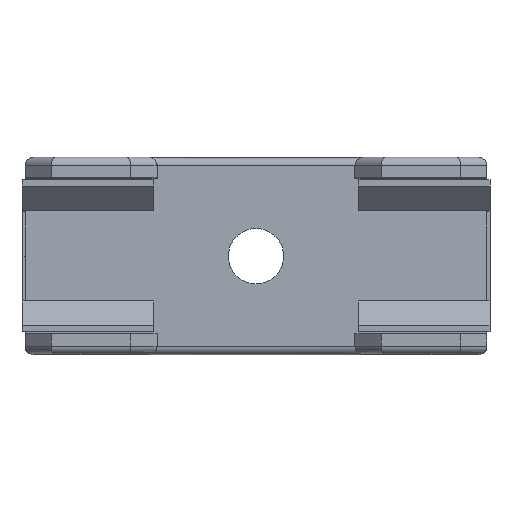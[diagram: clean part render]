
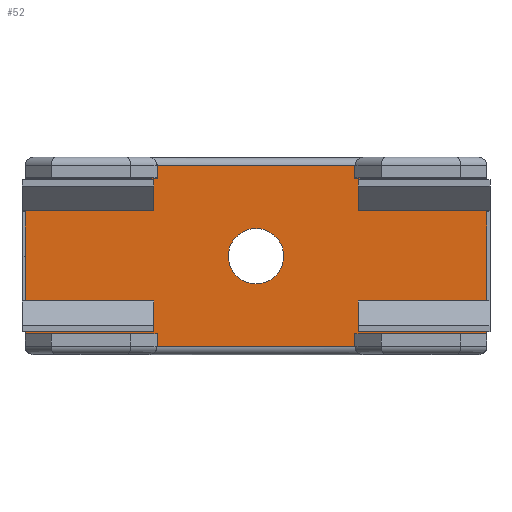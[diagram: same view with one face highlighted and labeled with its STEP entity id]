
A CAD part, top view. The second image highlights one B-rep face of the part: STEP entity #52.
In plain terms, the highlighted planar face has unit normal (0, 0, 1).
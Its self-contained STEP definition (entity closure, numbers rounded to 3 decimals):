
#13=DIRECTION('',(0.,0.,1.));
#20=ORIENTED_EDGE('',*,*,#21,.T.);
#21=EDGE_CURVE('',#22,#24,#26,.T.);
#22=VERTEX_POINT('',#23);
#23=CARTESIAN_POINT('',(16.071,3.8,1.));
#24=VERTEX_POINT('',#25);
#25=CARTESIAN_POINT('',(16.071,4.4,1.));
#26=LINE('',#27,#28);
#27=CARTESIAN_POINT('',(16.071,2.4,1.));
#28=VECTOR('',#29,1.);
#29=DIRECTION('',(0.,1.,0.));
#42=VECTOR('',#43,1.);
#43=DIRECTION('',(0.,-1.,0.));
#51=DIRECTION('',(1.,0.,0.));
#52=ADVANCED_FACE('',(#53,#219),#229,.T.);
#53=FACE_BOUND('',#54,.T.);
#54=EDGE_LOOP('',(#20,#55,#62,#68,#74,#80,#88,#96,#102,#106,#113,#117,#121,#127,#131,#137,#141,#148,#154,#159,#165,#171,#177,#182,#188,#193,#197,#202,#206,#211,#215));
#55=ORIENTED_EDGE('',*,*,#56,.T.);
#56=EDGE_CURVE('',#24,#57,#59,.T.);
#57=VERTEX_POINT('',#58);
#58=CARTESIAN_POINT('',(6.429,4.4,1.));
#59=LINE('',#25,#60);
#60=VECTOR('',#61,1.);
#61=DIRECTION('',(-1.,0.,0.));
#62=ORIENTED_EDGE('',*,*,#63,.T.);
#63=EDGE_CURVE('',#57,#64,#66,.T.);
#64=VERTEX_POINT('',#65);
#65=CARTESIAN_POINT('',(6.429,3.8,1.));
#66=LINE('',#67,#42);
#67=CARTESIAN_POINT('',(6.429,1.9,1.));
#68=ORIENTED_EDGE('',*,*,#69,.T.);
#69=EDGE_CURVE('',#64,#70,#72,.T.);
#70=VERTEX_POINT('',#71);
#71=CARTESIAN_POINT('',(0.,3.8,1.));
#72=LINE('',#73,#60);
#73=CARTESIAN_POINT('',(5.625,3.8,1.));
#74=ORIENTED_EDGE('',*,*,#75,.T.);
#75=EDGE_CURVE('',#70,#76,#78,.T.);
#76=VERTEX_POINT('',#77);
#77=CARTESIAN_POINT('',(0.,2.896,1.));
#78=LINE('',#79,#42);
#79=CARTESIAN_POINT('',(0.,4.8,1.));
#80=ORIENTED_EDGE('',*,*,#81,.F.);
#81=EDGE_CURVE('',#82,#76,#84,.T.);
#82=VERTEX_POINT('',#83);
#83=CARTESIAN_POINT('',(6.279,2.896,1.));
#84=LINE('',#85,#86);
#85=CARTESIAN_POINT('',(-0.15,2.896,1.));
#86=VECTOR('',#87,1.);
#87=DIRECTION('',(-1.,0.,0.));
#88=ORIENTED_EDGE('',*,*,#89,.F.);
#89=EDGE_CURVE('',#90,#82,#92,.T.);
#90=VERTEX_POINT('',#91);
#91=CARTESIAN_POINT('',(6.279,2.596,1.));
#92=LINE('',#93,#94);
#93=CARTESIAN_POINT('',(6.279,0.,1.));
#94=VECTOR('',#95,1.);
#95=DIRECTION('',(0.,1.,0.));
#96=ORIENTED_EDGE('',*,*,#97,.T.);
#97=EDGE_CURVE('',#90,#98,#100,.T.);
#98=VERTEX_POINT('',#99);
#99=CARTESIAN_POINT('',(0.,2.596,1.));
#100=LINE('',#101,#86);
#101=CARTESIAN_POINT('',(-0.15,2.596,1.));
#102=ORIENTED_EDGE('',*,*,#103,.T.);
#103=EDGE_CURVE('',#98,#104,#78,.T.);
#104=VERTEX_POINT('',#105);
#105=CARTESIAN_POINT('',(0.,0.001,1.));
#106=ORIENTED_EDGE('',*,*,#107,.F.);
#107=EDGE_CURVE('',#108,#104,#110,.T.);
#108=VERTEX_POINT('',#109);
#109=CARTESIAN_POINT('',(0.001,0.,1.));
#110=CIRCLE('',#111,0.001);
#111=AXIS2_PLACEMENT_3D('',#112,#13,#51);
#112=CARTESIAN_POINT('',(0.,0.,1.));
#113=ORIENTED_EDGE('',*,*,#114,.F.);
#114=EDGE_CURVE('',#115,#108,#110,.T.);
#115=VERTEX_POINT('',#116);
#116=CARTESIAN_POINT('',(0.,-0.001,1.));
#117=ORIENTED_EDGE('',*,*,#118,.T.);
#118=EDGE_CURVE('',#115,#119,#78,.T.);
#119=VERTEX_POINT('',#120);
#120=CARTESIAN_POINT('',(0.,-2.596,1.));
#121=ORIENTED_EDGE('',*,*,#122,.F.);
#122=EDGE_CURVE('',#123,#119,#125,.T.);
#123=VERTEX_POINT('',#124);
#124=CARTESIAN_POINT('',(6.279,-2.596,1.));
#125=LINE('',#126,#86);
#126=CARTESIAN_POINT('',(-0.15,-2.596,1.));
#127=ORIENTED_EDGE('',*,*,#128,.F.);
#128=EDGE_CURVE('',#129,#123,#92,.T.);
#129=VERTEX_POINT('',#130);
#130=CARTESIAN_POINT('',(6.279,-2.896,1.));
#131=ORIENTED_EDGE('',*,*,#132,.T.);
#132=EDGE_CURVE('',#129,#133,#135,.T.);
#133=VERTEX_POINT('',#134);
#134=CARTESIAN_POINT('',(0.,-2.896,1.));
#135=LINE('',#136,#86);
#136=CARTESIAN_POINT('',(-0.15,-2.896,1.));
#137=ORIENTED_EDGE('',*,*,#138,.T.);
#138=EDGE_CURVE('',#133,#139,#78,.T.);
#139=VERTEX_POINT('',#140);
#140=CARTESIAN_POINT('',(0.,-3.8,1.));
#141=ORIENTED_EDGE('',*,*,#142,.T.);
#142=EDGE_CURVE('',#139,#143,#145,.T.);
#143=VERTEX_POINT('',#144);
#144=CARTESIAN_POINT('',(6.429,-3.8,1.));
#145=LINE('',#146,#147);
#146=CARTESIAN_POINT('',(8.839,-3.8,1.));
#147=VECTOR('',#51,1.);
#148=ORIENTED_EDGE('',*,*,#149,.T.);
#149=EDGE_CURVE('',#143,#150,#152,.T.);
#150=VERTEX_POINT('',#151);
#151=CARTESIAN_POINT('',(6.429,-4.4,1.));
#152=LINE('',#153,#42);
#153=CARTESIAN_POINT('',(6.429,-2.4,1.));
#154=ORIENTED_EDGE('',*,*,#155,.T.);
#155=EDGE_CURVE('',#150,#156,#158,.T.);
#156=VERTEX_POINT('',#157);
#157=CARTESIAN_POINT('',(16.071,-4.4,1.));
#158=LINE('',#151,#147);
#159=ORIENTED_EDGE('',*,*,#160,.T.);
#160=EDGE_CURVE('',#156,#161,#163,.T.);
#161=VERTEX_POINT('',#162);
#162=CARTESIAN_POINT('',(16.071,-3.8,1.));
#163=LINE('',#164,#28);
#164=CARTESIAN_POINT('',(16.071,-1.9,1.));
#165=ORIENTED_EDGE('',*,*,#166,.T.);
#166=EDGE_CURVE('',#161,#167,#169,.T.);
#167=VERTEX_POINT('',#168);
#168=CARTESIAN_POINT('',(22.5,-3.8,1.));
#169=LINE('',#170,#147);
#170=CARTESIAN_POINT('',(16.875,-3.8,1.));
#171=ORIENTED_EDGE('',*,*,#172,.T.);
#172=EDGE_CURVE('',#167,#173,#175,.T.);
#173=VERTEX_POINT('',#174);
#174=CARTESIAN_POINT('',(22.5,-2.896,1.));
#175=LINE('',#176,#28);
#176=CARTESIAN_POINT('',(22.5,-4.8,1.));
#177=ORIENTED_EDGE('',*,*,#178,.T.);
#178=EDGE_CURVE('',#173,#179,#181,.T.);
#179=VERTEX_POINT('',#180);
#180=CARTESIAN_POINT('',(16.221,-2.896,1.));
#181=LINE('',#180,#86);
#182=ORIENTED_EDGE('',*,*,#183,.T.);
#183=EDGE_CURVE('',#179,#184,#186,.T.);
#184=VERTEX_POINT('',#185);
#185=CARTESIAN_POINT('',(16.221,-2.596,1.));
#186=LINE('',#187,#94);
#187=CARTESIAN_POINT('',(16.221,0.,1.));
#188=ORIENTED_EDGE('',*,*,#189,.F.);
#189=EDGE_CURVE('',#190,#184,#192,.T.);
#190=VERTEX_POINT('',#191);
#191=CARTESIAN_POINT('',(22.5,-2.596,1.));
#192=LINE('',#185,#86);
#193=ORIENTED_EDGE('',*,*,#194,.T.);
#194=EDGE_CURVE('',#190,#195,#175,.T.);
#195=VERTEX_POINT('',#196);
#196=CARTESIAN_POINT('',(22.5,2.596,1.));
#197=ORIENTED_EDGE('',*,*,#198,.T.);
#198=EDGE_CURVE('',#195,#199,#201,.T.);
#199=VERTEX_POINT('',#200);
#200=CARTESIAN_POINT('',(16.221,2.596,1.));
#201=LINE('',#200,#86);
#202=ORIENTED_EDGE('',*,*,#203,.T.);
#203=EDGE_CURVE('',#199,#204,#186,.T.);
#204=VERTEX_POINT('',#205);
#205=CARTESIAN_POINT('',(16.221,2.896,1.));
#206=ORIENTED_EDGE('',*,*,#207,.F.);
#207=EDGE_CURVE('',#208,#204,#210,.T.);
#208=VERTEX_POINT('',#209);
#209=CARTESIAN_POINT('',(22.5,2.896,1.));
#210=LINE('',#205,#86);
#211=ORIENTED_EDGE('',*,*,#212,.T.);
#212=EDGE_CURVE('',#208,#213,#175,.T.);
#213=VERTEX_POINT('',#214);
#214=CARTESIAN_POINT('',(22.5,3.8,1.));
#215=ORIENTED_EDGE('',*,*,#216,.T.);
#216=EDGE_CURVE('',#213,#22,#217,.T.);
#217=LINE('',#218,#60);
#218=CARTESIAN_POINT('',(13.661,3.8,1.));
#219=FACE_BOUND('',#220,.T.);
#220=EDGE_LOOP('',(#221));
#221=ORIENTED_EDGE('',*,*,#222,.T.);
#222=EDGE_CURVE('',#223,#223,#225,.T.);
#223=VERTEX_POINT('',#224);
#224=CARTESIAN_POINT('',(12.6,0.,1.));
#225=CIRCLE('',#226,1.35);
#226=AXIS2_PLACEMENT_3D('',#227,#228,#51);
#227=CARTESIAN_POINT('',(11.25,0.,1.));
#228=DIRECTION('',(0.,0.,-1.));
#229=PLANE('',#230);
#230=AXIS2_PLACEMENT_3D('',#227,#13,#51);
